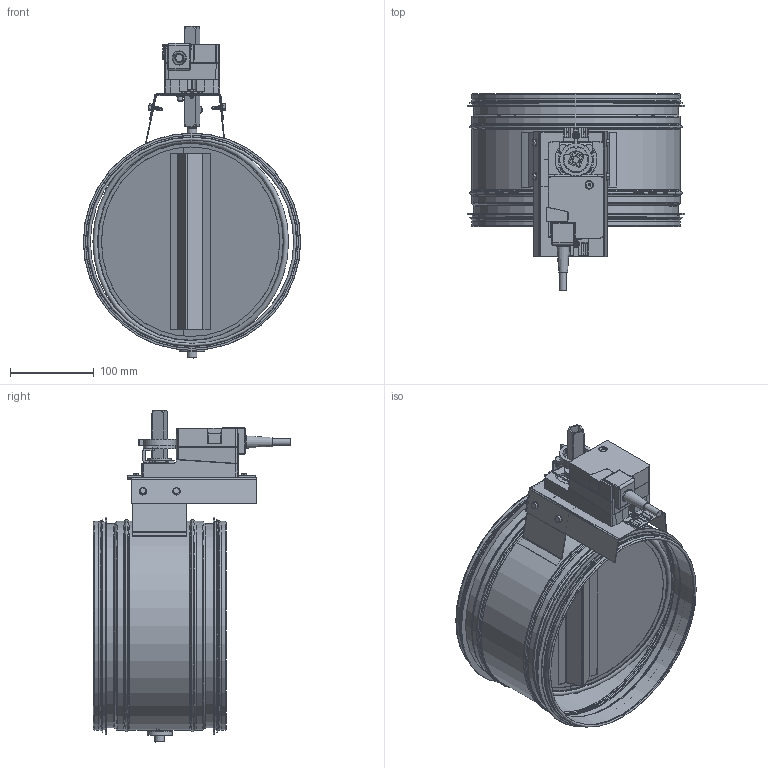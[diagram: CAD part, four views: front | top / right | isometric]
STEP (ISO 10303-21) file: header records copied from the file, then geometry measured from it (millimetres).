
FILE_DESCRIPTION((''),'2;1');
FILE_NAME('HISC-EB_LM230-250.stp','2014-06-18T12:51:17',(''),(''),'Autodesk Inventor 2013','Autodesk Inventor 2013','');
FILE_SCHEMA(('AUTOMOTIVE_DESIGN { 1 2 10303 214 0 1 1 1 }'));
Length unit declared in the file: millimetre
Products named in the file (20): HISC-EB_LM230-250; HISochHISC_Rör-07; 999007; Spjällhylla_HISC-E-HIS-E-250; SpjällaxelKort; BlindnitmutterM5; Cellgummi; Starlock; 116018; Borrskruv_4,2x13; SpjällaxelKort_250-315; Cellgummi_1; Stödprofil-210; Spjällaxel-120; HMH-250-L150; 999317; LM230A-F; 90242___8_13-mattssons; Borrskruv_4,2x9,5; G-list-250
Assembly tree (28 placements, depth 2):
  HISC-EB_LM230-250
    HISochHISC_Rör-07
    999007  x2
    Spjällhylla_HISC-E-HIS-E-250
    SpjällaxelKort
    BlindnitmutterM5
    Cellgummi
    Starlock  x2
    116018
    Borrskruv_4,2x13  x4
    SpjällaxelKort_250-315
    Cellgummi_1
    Stödprofil-210
    Spjällaxel-120
    HMH-250-L150
    999317
    LM230A-F
    90242___8_13-mattssons  x4
    Borrskruv_4,2x9,5  x2
    G-list-250
Bounding box: 259.3 x 235.1 x 396 mm (x, y, z)
Volume: 598369.3 mm3; surface area: 665674.3 mm2
Topology: 28 solids, 34 shells, 1989 faces, 4747 edges, 2865 vertices
Faces by surface type: plane 727, cylinder 646, cone 402, torus 115, bspline 89, sphere 10
Full cylindrical faces by diameter (mm): 3 x1, 3.291 x28, 3.5 x2, 4 x4, 4.2 x24, 4.5 x4, 4.567 x1, 5 x2, 5.1 x3, 6 x1, 6.5 x1, 8.4 x3, 8.8 x4, 9.742 x1, 10 x2, 10.083 x1, 11.7 x2, 12 x2, 21 x2, 22 x2, 28 x1, 28.199 x2, 30 x2, 30.042 x1, 226.191 x2, 235 x1, 238 x1, 242.5 x1, 242.66 x1, 243.5 x1
Entity records: 46060 total; most frequent: CARTESIAN_POINT 12270, DIRECTION 6810, ORIENTED_EDGE 6512, EDGE_CURVE 3256, AXIS2_PLACEMENT_3D 2544, VERTEX_POINT 2088, VECTOR 1722, LINE 1722
